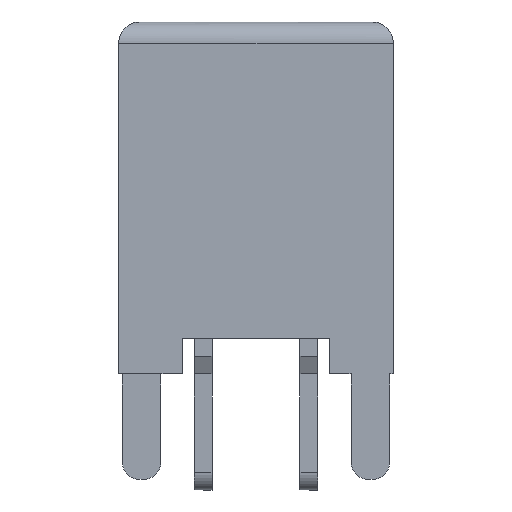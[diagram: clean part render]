
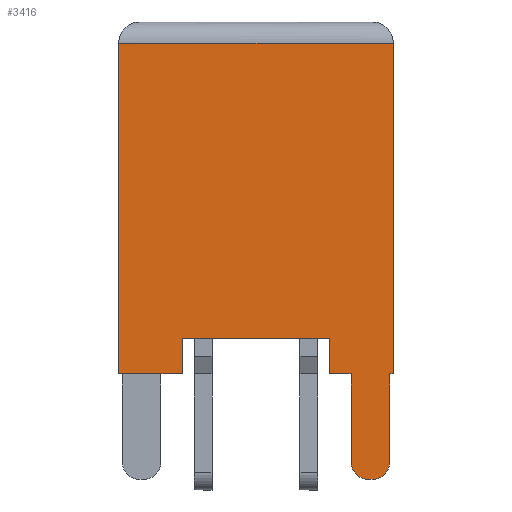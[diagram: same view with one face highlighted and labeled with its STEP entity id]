
A CAD part, left-side view. The second image highlights one B-rep face of the part: STEP entity #3416.
In plain terms, the highlighted planar face has unit normal (-1, 0, 0).
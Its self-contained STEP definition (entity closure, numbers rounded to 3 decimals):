
#98=CIRCLE('',#3708,0.5);
#100=CIRCLE('',#3712,0.5);
#317=FACE_OUTER_BOUND('',#511,.T.);
#511=EDGE_LOOP('',(#2932,#2933,#2934,#2935,#2936,#2937,#2938,#2939,#2940,
#2941,#2942,#2943,#2944,#2945));
#806=LINE('',#6319,#1228);
#828=LINE('',#6367,#1250);
#866=LINE('',#6468,#1288);
#888=LINE('',#6517,#1310);
#891=LINE('',#6523,#1313);
#895=LINE('',#6535,#1317);
#899=LINE('',#6547,#1321);
#902=LINE('',#6553,#1324);
#905=LINE('',#6559,#1327);
#908=LINE('',#6565,#1330);
#911=LINE('',#6571,#1333);
#914=LINE('',#6575,#1336);
#1228=VECTOR('',#4306,10.);
#1250=VECTOR('',#4338,1000.);
#1288=VECTOR('',#4450,10.);
#1310=VECTOR('',#4486,10.);
#1313=VECTOR('',#4491,10.);
#1317=VECTOR('',#4503,10.);
#1321=VECTOR('',#4515,10.);
#1324=VECTOR('',#4520,10.);
#1327=VECTOR('',#4525,10.);
#1330=VECTOR('',#4530,1000.);
#1333=VECTOR('',#4535,10.);
#1336=VECTOR('',#4540,10.);
#1579=VERTEX_POINT('',#6316);
#1580=VERTEX_POINT('',#6318);
#1600=VERTEX_POINT('',#6364);
#1601=VERTEX_POINT('',#6366);
#1647=VERTEX_POINT('',#6516);
#1649=VERTEX_POINT('',#6522);
#1651=VERTEX_POINT('',#6528);
#1653=VERTEX_POINT('',#6534);
#1655=VERTEX_POINT('',#6540);
#1657=VERTEX_POINT('',#6546);
#1659=VERTEX_POINT('',#6552);
#1661=VERTEX_POINT('',#6558);
#1663=VERTEX_POINT('',#6564);
#1665=VERTEX_POINT('',#6570);
#1981=EDGE_CURVE('',#1580,#1579,#806,.T.);
#2005=EDGE_CURVE('',#1601,#1600,#828,.T.);
#2056=EDGE_CURVE('',#1580,#1600,#866,.T.);
#2080=EDGE_CURVE('',#1647,#1601,#888,.T.);
#2083=EDGE_CURVE('',#1649,#1647,#891,.T.);
#2086=EDGE_CURVE('',#1651,#1649,#98,.T.);
#2089=EDGE_CURVE('',#1653,#1651,#895,.T.);
#2092=EDGE_CURVE('',#1655,#1653,#100,.T.);
#2095=EDGE_CURVE('',#1657,#1655,#899,.T.);
#2098=EDGE_CURVE('',#1659,#1657,#902,.T.);
#2101=EDGE_CURVE('',#1661,#1659,#905,.T.);
#2104=EDGE_CURVE('',#1663,#1661,#908,.T.);
#2107=EDGE_CURVE('',#1665,#1663,#911,.T.);
#2110=EDGE_CURVE('',#1579,#1665,#914,.T.);
#2932=ORIENTED_EDGE('',*,*,#2056,.F.);
#2933=ORIENTED_EDGE('',*,*,#1981,.T.);
#2934=ORIENTED_EDGE('',*,*,#2110,.T.);
#2935=ORIENTED_EDGE('',*,*,#2107,.T.);
#2936=ORIENTED_EDGE('',*,*,#2104,.T.);
#2937=ORIENTED_EDGE('',*,*,#2101,.T.);
#2938=ORIENTED_EDGE('',*,*,#2098,.T.);
#2939=ORIENTED_EDGE('',*,*,#2095,.T.);
#2940=ORIENTED_EDGE('',*,*,#2092,.T.);
#2941=ORIENTED_EDGE('',*,*,#2089,.T.);
#2942=ORIENTED_EDGE('',*,*,#2086,.T.);
#2943=ORIENTED_EDGE('',*,*,#2083,.T.);
#2944=ORIENTED_EDGE('',*,*,#2080,.T.);
#2945=ORIENTED_EDGE('',*,*,#2005,.T.);
#3235=PLANE('',#3719);
#3416=ADVANCED_FACE('',(#317),#3235,.F.);
#3708=AXIS2_PLACEMENT_3D('',#6529,#4497,#4498);
#3712=AXIS2_PLACEMENT_3D('',#6541,#4509,#4510);
#3719=AXIS2_PLACEMENT_3D('',#6576,#4541,#4542);
#4306=DIRECTION('',(0.,0.,-1.));
#4338=DIRECTION('',(0.,0.,1.));
#4450=DIRECTION('',(0.,-1.,0.));
#4486=DIRECTION('',(0.,-1.,0.));
#4491=DIRECTION('',(0.,0.,1.));
#4497=DIRECTION('center_axis',(-1.,0.,0.));
#4498=DIRECTION('ref_axis',(0.,0.,-1.));
#4503=DIRECTION('',(0.,-1.,0.));
#4509=DIRECTION('center_axis',(-1.,0.,0.));
#4510=DIRECTION('ref_axis',(0.,1.,0.));
#4515=DIRECTION('',(0.,0.,-1.));
#4520=DIRECTION('',(0.,-1.,0.));
#4525=DIRECTION('',(0.,0.,-1.));
#4530=DIRECTION('',(0.,-1.,0.));
#4535=DIRECTION('',(0.,0.,1.));
#4540=DIRECTION('',(0.,-1.,0.));
#4541=DIRECTION('center_axis',(1.,0.,0.));
#4542=DIRECTION('ref_axis',(0.,1.,0.));
#6316=CARTESIAN_POINT('',(-6.1,3.9,0.));
#6318=CARTESIAN_POINT('',(-6.1,3.9,9.4));
#6319=CARTESIAN_POINT('',(-6.1,3.9,1.));
#6364=CARTESIAN_POINT('',(-6.1,-3.9,9.4));
#6366=CARTESIAN_POINT('',(-6.1,-3.9,0.));
#6367=CARTESIAN_POINT('',(-6.1,-3.9,2.));
#6468=CARTESIAN_POINT('',(-6.1,3.9,9.4));
#6516=CARTESIAN_POINT('',(-6.1,-3.8,0.));
#6517=CARTESIAN_POINT('',(-6.1,-3.9,0.));
#6522=CARTESIAN_POINT('',(-6.1,-3.8,-2.5));
#6523=CARTESIAN_POINT('',(-6.1,-3.8,0.));
#6528=CARTESIAN_POINT('',(-6.1,-3.3,-3.));
#6529=CARTESIAN_POINT('Origin',(-6.1,-3.3,-2.5));
#6534=CARTESIAN_POINT('',(-6.1,-3.2,-3.));
#6535=CARTESIAN_POINT('',(-6.1,-3.3,-3.));
#6540=CARTESIAN_POINT('',(-6.1,-2.7,-2.5));
#6541=CARTESIAN_POINT('Origin',(-6.1,-3.2,-2.5));
#6546=CARTESIAN_POINT('',(-6.1,-2.7,0.));
#6547=CARTESIAN_POINT('',(-6.1,-2.7,-2.5));
#6552=CARTESIAN_POINT('',(-6.1,-2.1,0.));
#6553=CARTESIAN_POINT('',(-6.1,-2.7,0.));
#6558=CARTESIAN_POINT('',(-6.1,-2.1,1.));
#6559=CARTESIAN_POINT('',(-6.1,-2.1,0.));
#6564=CARTESIAN_POINT('',(-6.1,2.1,1.));
#6565=CARTESIAN_POINT('',(-6.1,3.9,1.));
#6570=CARTESIAN_POINT('',(-6.1,2.1,0.));
#6571=CARTESIAN_POINT('',(-6.1,2.1,1.));
#6575=CARTESIAN_POINT('',(-6.1,3.9,0.));
#6576=CARTESIAN_POINT('Origin',(-6.1,3.9,2.));
